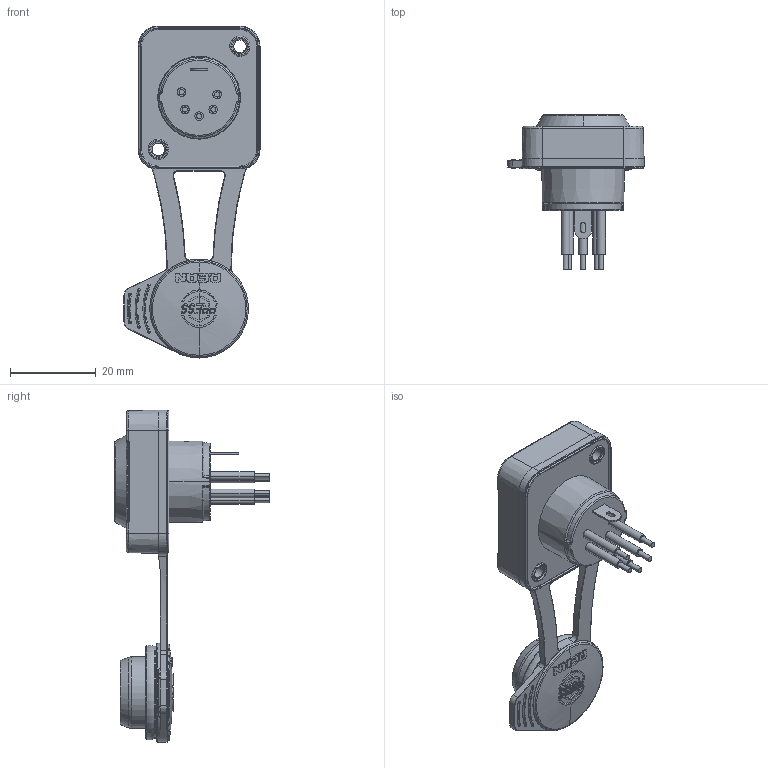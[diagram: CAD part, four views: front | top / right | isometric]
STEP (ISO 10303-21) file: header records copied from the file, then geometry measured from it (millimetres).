
FILE_DESCRIPTION((''),'2;1');
FILE_NAME('RRX5M-Z-012-0_ASM','2023-04-06T10:06:46',('xju'),(''),'CREO PARAMETRIC BY PTC INC, 2021184','CREO PARAMETRIC BY PTC INC, 2021184','');
FILE_SCHEMA(('CONFIG_CONTROL_DESIGN'));
Length unit declared in the file: millimetre
Products named in the file (1): RRX5M-Z-012-0_ASM
Bounding box: 31.7 x 36 x 77.3 mm (x, y, z)
Volume: 6936.2 mm3; surface area: 10909.7 mm2
Topology: 1 solids, 2 shells, 999 faces, 2692 edges, 1745 vertices
Faces by surface type: plane 550, cylinder 212, torus 107, cone 63, bspline 36, sphere 30, extrusion 1
Entity records: 33255 total; most frequent: CARTESIAN_POINT 7477, DIRECTION 5675, ORIENTED_EDGE 5350, EDGE_CURVE 2679, AXIS2_PLACEMENT_3D 2196, VERTEX_POINT 1745, VECTOR 1283, LINE 1282
